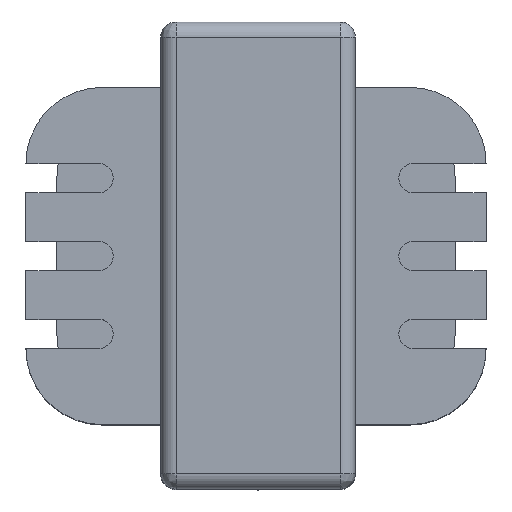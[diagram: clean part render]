
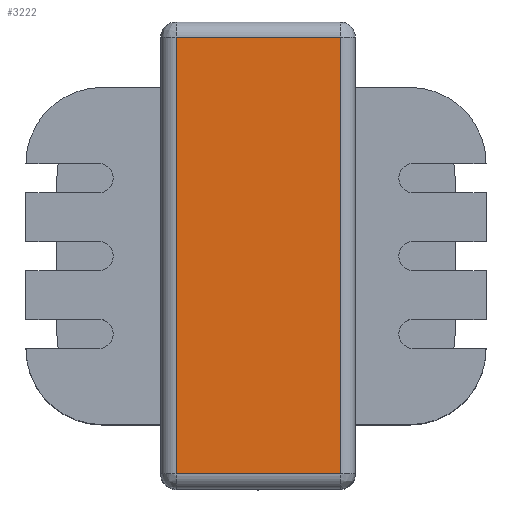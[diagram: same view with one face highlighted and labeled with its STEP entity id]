
A CAD part, top view. The second image highlights one B-rep face of the part: STEP entity #3222.
In plain terms, the highlighted face is planar.
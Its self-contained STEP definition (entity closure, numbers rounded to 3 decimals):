
#235 = CARTESIAN_POINT ( 'NONE',  ( 14.441, 0., 0.122 ) ) ;
#236 = DIRECTION ( 'NONE',  ( 0., 0., -1. ) ) ;
#336 = CARTESIAN_POINT ( 'NONE',  ( 14.941, 0., -0.378 ) ) ;
#337 = DIRECTION ( 'NONE',  ( 1., 0., 0. ) ) ;
#338 = CARTESIAN_POINT ( 'NONE',  ( 14.941, 0., -5.728 ) ) ;
#339 = DIRECTION ( 'NONE',  ( -1., 0., 0. ) ) ;
#1430 = EDGE_LOOP ( 'NONE', ( #3856, #3857, #3854, #3858 ) ) ;
#2507 = EDGE_CURVE ( 'NONE', #3682, #3698, #9378, .T. ) ;
#2513 = EDGE_CURVE ( 'NONE', #3662, #3661, #9380, .T. ) ;
#2558 = EDGE_CURVE ( 'NONE', #3698, #3662, #9417, .T. ) ;
#2559 = EDGE_CURVE ( 'NONE', #3661, #3682, #9418, .T. ) ;
#3222 = ADVANCED_FACE ( 'NONE', ( #7559 ), #7761, .F. ) ;
#3661 = VERTEX_POINT ( 'NONE', #9209 ) ;
#3662 = VERTEX_POINT ( 'NONE', #9210 ) ;
#3682 = VERTEX_POINT ( 'NONE', #9230 ) ;
#3698 = VERTEX_POINT ( 'NONE', #9246 ) ;
#3854 = ORIENTED_EDGE ( 'NONE', *, *, #2507, .F. ) ;
#3856 = ORIENTED_EDGE ( 'NONE', *, *, #2513, .F. ) ;
#3857 = ORIENTED_EDGE ( 'NONE', *, *, #2558, .F. ) ;
#3858 = ORIENTED_EDGE ( 'NONE', *, *, #2559, .F. ) ;
#4676 = AXIS2_PLACEMENT_3D ( 'NONE', #7762, #7763, #7764 ) ;
#7559 = FACE_OUTER_BOUND ( 'NONE', #1430, .T. ) ;
#7761 = PLANE ( 'NONE',  #4676 ) ;
#7762 = CARTESIAN_POINT ( 'NONE',  ( -0.299, 0., 0.122 ) ) ;
#7763 = DIRECTION ( 'NONE',  ( 0., 1., 0. ) ) ;
#7764 = DIRECTION ( 'NONE',  ( 0., 0., 1. ) ) ;
#9209 = CARTESIAN_POINT ( 'NONE',  ( 14.441, 0., -5.728 ) ) ;
#9210 = CARTESIAN_POINT ( 'NONE',  ( 14.441, 0., -0.378 ) ) ;
#9230 = CARTESIAN_POINT ( 'NONE',  ( 0.201, 0., -5.728 ) ) ;
#9246 = CARTESIAN_POINT ( 'NONE',  ( 0.201, 0., -0.378 ) ) ;
#9378 = LINE ( 'NONE', #9610, #9630 ) ;
#9380 = LINE ( 'NONE', #235, #9639 ) ;
#9417 = LINE ( 'NONE', #336, #9689 ) ;
#9418 = LINE ( 'NONE', #338, #9690 ) ;
#9610 = CARTESIAN_POINT ( 'NONE',  ( 0.201, 0., 0.122 ) ) ;
#9611 = DIRECTION ( 'NONE',  ( 0., 0., 1. ) ) ;
#9630 = VECTOR ( 'NONE', #9611, 1000. ) ;
#9639 = VECTOR ( 'NONE', #236, 1000. ) ;
#9689 = VECTOR ( 'NONE', #337, 1000. ) ;
#9690 = VECTOR ( 'NONE', #339, 1000. ) ;
